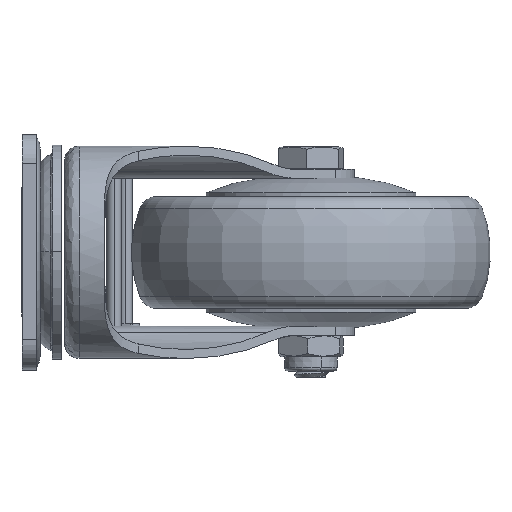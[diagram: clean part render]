
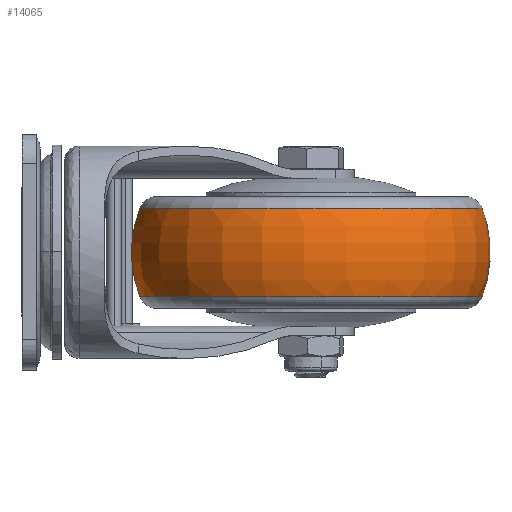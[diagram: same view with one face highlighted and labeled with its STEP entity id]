
A CAD part, left-side view. The second image highlights one B-rep face of the part: STEP entity #14065.
In plain terms, the highlighted toroidal (fillet/blend) face has major radius 16 mm and minor radius 34 mm.
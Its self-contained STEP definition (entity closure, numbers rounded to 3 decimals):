
#141 = CIRCLE ( 'NONE', #13005, 47.693 ) ;
#164 = DIRECTION ( 'NONE',  ( 0., 1., 0. ) ) ;
#1296 = VERTEX_POINT ( 'NONE', #1617 ) ;
#1617 = CARTESIAN_POINT ( 'NONE',  ( -12.31, 0., 47.693 ) ) ;
#2451 = ORIENTED_EDGE ( 'NONE', *, *, #17056, .T. ) ;
#2474 = AXIS2_PLACEMENT_3D ( 'NONE', #6711, #9517, #13314 ) ;
#3810 = CIRCLE ( 'NONE', #5300, 34. ) ;
#4312 = CARTESIAN_POINT ( 'NONE',  ( 0., 0., 16. ) ) ;
#4583 = VERTEX_POINT ( 'NONE', #5978 ) ;
#4885 = CARTESIAN_POINT ( 'NONE',  ( -12.31, 0., 0. ) ) ;
#5222 = VERTEX_POINT ( 'NONE', #9740 ) ;
#5274 = EDGE_CURVE ( 'NONE', #4583, #1296, #3810, .T. ) ;
#5300 = AXIS2_PLACEMENT_3D ( 'NONE', #4312, #6004, #10014 ) ;
#5978 = CARTESIAN_POINT ( 'NONE',  ( 12.31, 0., 47.693 ) ) ;
#6004 = DIRECTION ( 'NONE',  ( 0., -1., 0. ) ) ;
#6711 = CARTESIAN_POINT ( 'NONE',  ( 0., 0., 0. ) ) ;
#8387 = CIRCLE ( 'NONE', #13204, 47.693 ) ;
#8393 = ORIENTED_EDGE ( 'NONE', *, *, #5274, .T. ) ;
#8753 = TOROIDAL_SURFACE ( 'NONE', #2474, 16., 34. ) ;
#9517 = DIRECTION ( 'NONE',  ( -1., 0., 0. ) ) ;
#9675 = VERTEX_POINT ( 'NONE', #13930 ) ;
#9740 = CARTESIAN_POINT ( 'NONE',  ( 12.31, 0., -47.693 ) ) ;
#10014 = DIRECTION ( 'NONE',  ( 0., 0., -1. ) ) ;
#10375 = EDGE_LOOP ( 'NONE', ( #14363, #2451, #8393, #16565 ) ) ;
#10417 = CARTESIAN_POINT ( 'NONE',  ( 12.31, 0., 0. ) ) ;
#10882 = DIRECTION ( 'NONE',  ( 0., 0., 1. ) ) ;
#11020 = FACE_OUTER_BOUND ( 'NONE', #10375, .T. ) ;
#11799 = AXIS2_PLACEMENT_3D ( 'NONE', #15710, #164, #12995 ) ;
#11859 = EDGE_CURVE ( 'NONE', #9675, #1296, #8387, .T. ) ;
#12995 = DIRECTION ( 'NONE',  ( 0., 0., 1. ) ) ;
#13005 = AXIS2_PLACEMENT_3D ( 'NONE', #10417, #16226, #13149 ) ;
#13149 = DIRECTION ( 'NONE',  ( 0., 0., 1. ) ) ;
#13204 = AXIS2_PLACEMENT_3D ( 'NONE', #4885, #16337, #10882 ) ;
#13314 = DIRECTION ( 'NONE',  ( 0., 0., 1. ) ) ;
#13930 = CARTESIAN_POINT ( 'NONE',  ( -12.31, 0., -47.693 ) ) ;
#14065 = ADVANCED_FACE ( 'NONE', ( #11020 ), #8753, .T. ) ;
#14363 = ORIENTED_EDGE ( 'NONE', *, *, #16027, .F. ) ;
#15710 = CARTESIAN_POINT ( 'NONE',  ( 0., 0., -16. ) ) ;
#16027 = EDGE_CURVE ( 'NONE', #5222, #9675, #17774, .T. ) ;
#16226 = DIRECTION ( 'NONE',  ( -1., 0., 0. ) ) ;
#16337 = DIRECTION ( 'NONE',  ( -1., 0., 0. ) ) ;
#16565 = ORIENTED_EDGE ( 'NONE', *, *, #11859, .F. ) ;
#17056 = EDGE_CURVE ( 'NONE', #5222, #4583, #141, .T. ) ;
#17774 = CIRCLE ( 'NONE', #11799, 34. ) ;
